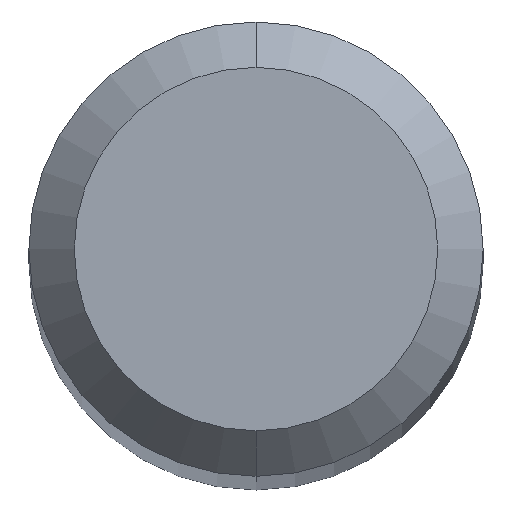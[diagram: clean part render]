
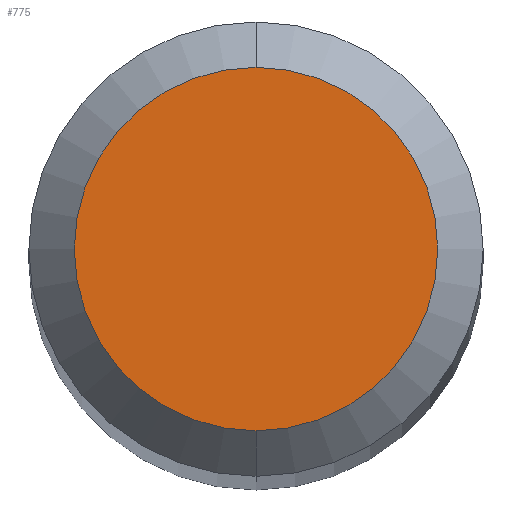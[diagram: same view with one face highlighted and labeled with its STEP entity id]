
A CAD part, top view. The second image highlights one B-rep face of the part: STEP entity #775.
In plain terms, the highlighted planar face has unit normal (0, 0, 1).
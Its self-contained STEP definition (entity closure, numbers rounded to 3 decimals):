
#473=VERTEX_POINT('',#1053);
#559=EDGE_CURVE('',#583,#473,#1149,.T.);
#583=VERTEX_POINT('',#1174);
#767=EDGE_CURVE('',#473,#583,#1371,.T.);
#775=ADVANCED_FACE('',(#1379),#1380,.T.);
#1053=CARTESIAN_POINT('',(0.0,1.2,0.0));
#1149=CIRCLE('',#1885,1.2);
#1174=CARTESIAN_POINT('',(0.,-1.2,0.0));
#1371=CIRCLE('',#2231,1.2);
#1379=FACE_OUTER_BOUND('',#2241,.T.);
#1380=PLANE('',#2242);
#1885=AXIS2_PLACEMENT_3D('',#2809,#2810,#2811);
#2231=AXIS2_PLACEMENT_3D('',#3042,#3043,#3044);
#2241=EDGE_LOOP('',(#3047,#3048));
#2242=AXIS2_PLACEMENT_3D('',#3049,#3050,#3051);
#2809=CARTESIAN_POINT('',(0.0,0.0,0.0));
#2810=DIRECTION('',(0.0,0.0,-1.0));
#2811=DIRECTION('',(0.0,1.0,0.0));
#3042=CARTESIAN_POINT('',(0.0,0.0,0.0));
#3043=DIRECTION('',(0.0,0.0,-1.0));
#3044=DIRECTION('',(0.0,1.0,0.0));
#3047=ORIENTED_EDGE('',*,*,#767,.F.);
#3048=ORIENTED_EDGE('',*,*,#559,.F.);
#3049=CARTESIAN_POINT('',(0.0,0.6,0.0));
#3050=DIRECTION('',(-0.0,0.0,1.0));
#3051=DIRECTION('',(0.0,-1.0,0.0));
